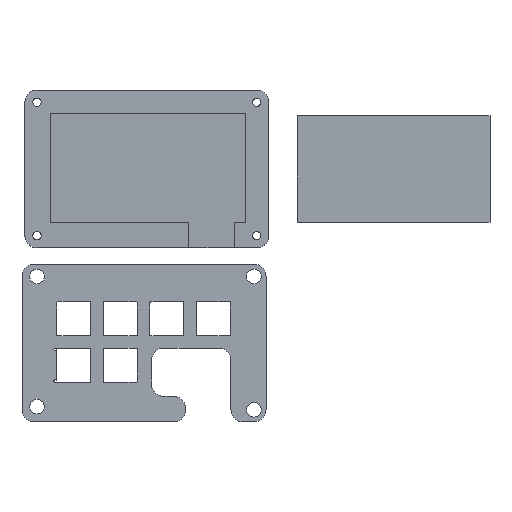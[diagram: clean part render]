
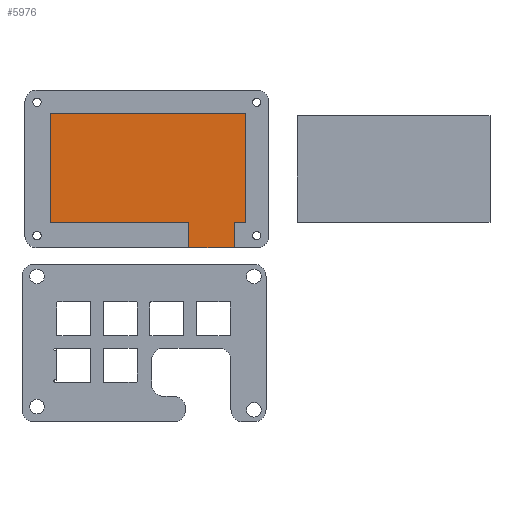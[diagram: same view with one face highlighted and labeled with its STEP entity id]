
A CAD part, top view. The second image highlights one B-rep face of the part: STEP entity #5976.
In plain terms, the highlighted planar face has unit normal (0, 0, 1).
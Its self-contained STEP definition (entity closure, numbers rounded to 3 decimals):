
#319=PLANE('',#6210);
#593=FACE_OUTER_BOUND('',#936,.T.);
#936=EDGE_LOOP('',(#5111,#5112,#5113,#5114,#5115,#5116,#5117,#5118));
#1411=LINE('',#10773,#1958);
#1415=LINE('',#10782,#1962);
#1417=LINE('',#10786,#1964);
#1422=LINE('',#10795,#1969);
#1430=LINE('',#10825,#1977);
#1440=LINE('',#10861,#1987);
#1441=LINE('',#10863,#1988);
#1442=LINE('',#10864,#1989);
#1958=VECTOR('',#6934,10.);
#1962=VECTOR('',#6940,10.);
#1964=VECTOR('',#6944,10.);
#1969=VECTOR('',#6951,10.);
#1977=VECTOR('',#6979,10.);
#1987=VECTOR('',#7019,10.);
#1988=VECTOR('',#7020,10.);
#1989=VECTOR('',#7021,10.);
#2786=VERTEX_POINT('',#10770);
#2787=VERTEX_POINT('',#10772);
#2790=VERTEX_POINT('',#10779);
#2791=VERTEX_POINT('',#10781);
#2792=VERTEX_POINT('',#10785);
#2795=VERTEX_POINT('',#10793);
#2818=VERTEX_POINT('',#10860);
#2819=VERTEX_POINT('',#10862);
#3571=EDGE_CURVE('',#2786,#2787,#1411,.T.);
#3575=EDGE_CURVE('',#2790,#2791,#1415,.T.);
#3577=EDGE_CURVE('',#2791,#2792,#1417,.T.);
#3582=EDGE_CURVE('',#2795,#2786,#1422,.T.);
#3598=EDGE_CURVE('',#2787,#2790,#1430,.T.);
#3616=EDGE_CURVE('',#2792,#2818,#1440,.T.);
#3617=EDGE_CURVE('',#2819,#2795,#1441,.T.);
#3618=EDGE_CURVE('',#2818,#2819,#1442,.T.);
#5111=ORIENTED_EDGE('',*,*,#3616,.F.);
#5112=ORIENTED_EDGE('',*,*,#3577,.F.);
#5113=ORIENTED_EDGE('',*,*,#3575,.F.);
#5114=ORIENTED_EDGE('',*,*,#3598,.F.);
#5115=ORIENTED_EDGE('',*,*,#3571,.F.);
#5116=ORIENTED_EDGE('',*,*,#3582,.F.);
#5117=ORIENTED_EDGE('',*,*,#3617,.F.);
#5118=ORIENTED_EDGE('',*,*,#3618,.F.);
#5976=ADVANCED_FACE('',(#593),#319,.T.);
#6210=AXIS2_PLACEMENT_3D('',#10859,#7017,#7018);
#6934=DIRECTION('',(0.,-1.,0.));
#6940=DIRECTION('',(0.,1.,0.));
#6944=DIRECTION('',(-1.,0.,0.));
#6951=DIRECTION('',(-1.,0.,0.));
#6979=DIRECTION('',(-1.,0.,0.));
#7017=DIRECTION('center_axis',(0.,0.,1.));
#7018=DIRECTION('ref_axis',(1.,0.,0.));
#7019=DIRECTION('',(0.,1.,0.));
#7020=DIRECTION('',(0.,-1.,0.));
#7021=DIRECTION('',(1.,0.,0.));
#10770=CARTESIAN_POINT('',(75.16,0.,3.));
#10772=CARTESIAN_POINT('',(75.16,-10.5,3.));
#10773=CARTESIAN_POINT('',(75.16,0.,3.));
#10779=CARTESIAN_POINT('',(56.66,-10.5,3.));
#10781=CARTESIAN_POINT('',(56.66,0.,3.));
#10782=CARTESIAN_POINT('',(56.66,-10.5,3.));
#10785=CARTESIAN_POINT('',(0.,0.,3.));
#10786=CARTESIAN_POINT('',(59.925,0.,3.));
#10793=CARTESIAN_POINT('',(79.9,0.,3.));
#10795=CARTESIAN_POINT('',(59.925,0.,3.));
#10825=CARTESIAN_POINT('',(27.705,-10.5,3.));
#10859=CARTESIAN_POINT('Origin',(39.95,22.3,3.));
#10860=CARTESIAN_POINT('',(0.,44.6,3.));
#10861=CARTESIAN_POINT('',(0.,11.15,3.));
#10862=CARTESIAN_POINT('',(79.9,44.6,3.));
#10863=CARTESIAN_POINT('',(79.9,33.45,3.));
#10864=CARTESIAN_POINT('',(19.975,44.6,3.));
